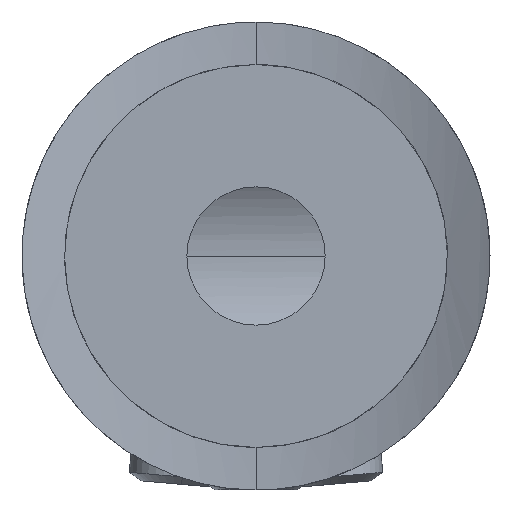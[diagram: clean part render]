
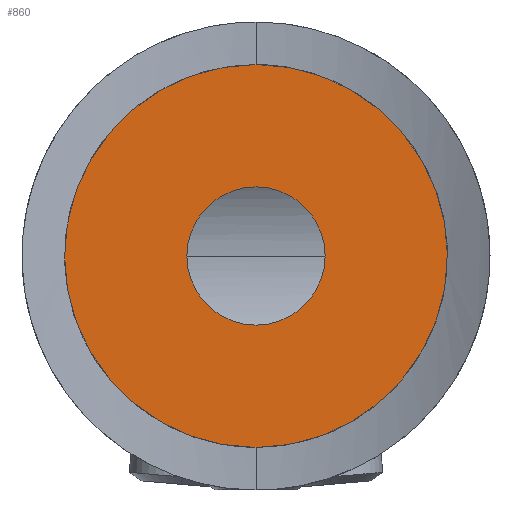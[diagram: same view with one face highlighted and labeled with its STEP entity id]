
A CAD part, left-side view. The second image highlights one B-rep face of the part: STEP entity #860.
In plain terms, the highlighted planar face has unit normal (-1, 0, 0).
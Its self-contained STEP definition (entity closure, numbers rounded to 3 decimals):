
#214 = FACE_OUTER_BOUND ( 'NONE', #3002, .T. ) ;
#237 = CARTESIAN_POINT ( 'NONE',  ( 8., 0., 9. ) ) ;
#239 = ORIENTED_EDGE ( 'NONE', *, *, #797, .F. ) ;
#241 = DIRECTION ( 'NONE',  ( 0., 0., 1. ) ) ;
#273 = ORIENTED_EDGE ( 'NONE', *, *, #1254, .F. ) ;
#330 = EDGE_CURVE ( 'NONE', #1770, #1804, #2710, .T. ) ;
#351 = CARTESIAN_POINT ( 'NONE',  ( 8., 0., -9. ) ) ;
#488 = CARTESIAN_POINT ( 'NONE',  ( 8., 0., 0. ) ) ;
#797 = EDGE_CURVE ( 'NONE', #959, #2868, #1732, .T. ) ;
#817 = AXIS2_PLACEMENT_3D ( 'NONE', #1453, #1440, #2696 ) ;
#860 = ADVANCED_FACE ( 'NONE', ( #1180, #214 ), #2646, .F. ) ;
#912 = CARTESIAN_POINT ( 'NONE',  ( 8., 3.25, 0. ) ) ;
#935 = CIRCLE ( 'NONE', #1362, 9. ) ;
#959 = VERTEX_POINT ( 'NONE', #1297 ) ;
#1074 = ORIENTED_EDGE ( 'NONE', *, *, #330, .T. ) ;
#1180 = FACE_BOUND ( 'NONE', #2781, .T. ) ;
#1254 = EDGE_CURVE ( 'NONE', #2868, #959, #2223, .T. ) ;
#1297 = CARTESIAN_POINT ( 'NONE',  ( 8., 0., 3.25 ) ) ;
#1361 = AXIS2_PLACEMENT_3D ( 'NONE', #2169, #1461, #3202 ) ;
#1362 = AXIS2_PLACEMENT_3D ( 'NONE', #2642, #2915, #3150 ) ;
#1440 = DIRECTION ( 'NONE',  ( -1., 0., 0. ) ) ;
#1453 = CARTESIAN_POINT ( 'NONE',  ( 8., 0., 0. ) ) ;
#1461 = DIRECTION ( 'NONE',  ( -1., 0., 0. ) ) ;
#1538 = EDGE_CURVE ( 'NONE', #1804, #1770, #935, .T. ) ;
#1699 = DIRECTION ( 'NONE',  ( 1., 0., 0. ) ) ;
#1732 = CIRCLE ( 'NONE', #1361, 3.25 ) ;
#1770 = VERTEX_POINT ( 'NONE', #351 ) ;
#1804 = VERTEX_POINT ( 'NONE', #237 ) ;
#1961 = DIRECTION ( 'NONE',  ( -1., 0., 0. ) ) ;
#2169 = CARTESIAN_POINT ( 'NONE',  ( 8., 0., 0. ) ) ;
#2223 = CIRCLE ( 'NONE', #817, 3.25 ) ;
#2238 = AXIS2_PLACEMENT_3D ( 'NONE', #912, #1699, #3181 ) ;
#2240 = AXIS2_PLACEMENT_3D ( 'NONE', #488, #1961, #241 ) ;
#2642 = CARTESIAN_POINT ( 'NONE',  ( 8., 0., 0. ) ) ;
#2646 = PLANE ( 'NONE',  #2238 ) ;
#2664 = CARTESIAN_POINT ( 'NONE',  ( 8., 0., -3.25 ) ) ;
#2696 = DIRECTION ( 'NONE',  ( 0., 0., 1. ) ) ;
#2710 = CIRCLE ( 'NONE', #2240, 9. ) ;
#2781 = EDGE_LOOP ( 'NONE', ( #239, #273 ) ) ;
#2868 = VERTEX_POINT ( 'NONE', #2664 ) ;
#2915 = DIRECTION ( 'NONE',  ( -1., 0., 0. ) ) ;
#3002 = EDGE_LOOP ( 'NONE', ( #3056, #1074 ) ) ;
#3056 = ORIENTED_EDGE ( 'NONE', *, *, #1538, .T. ) ;
#3150 = DIRECTION ( 'NONE',  ( 0., 0., 1. ) ) ;
#3181 = DIRECTION ( 'NONE',  ( 0., 0., -1. ) ) ;
#3202 = DIRECTION ( 'NONE',  ( 0., 0., 1. ) ) ;
